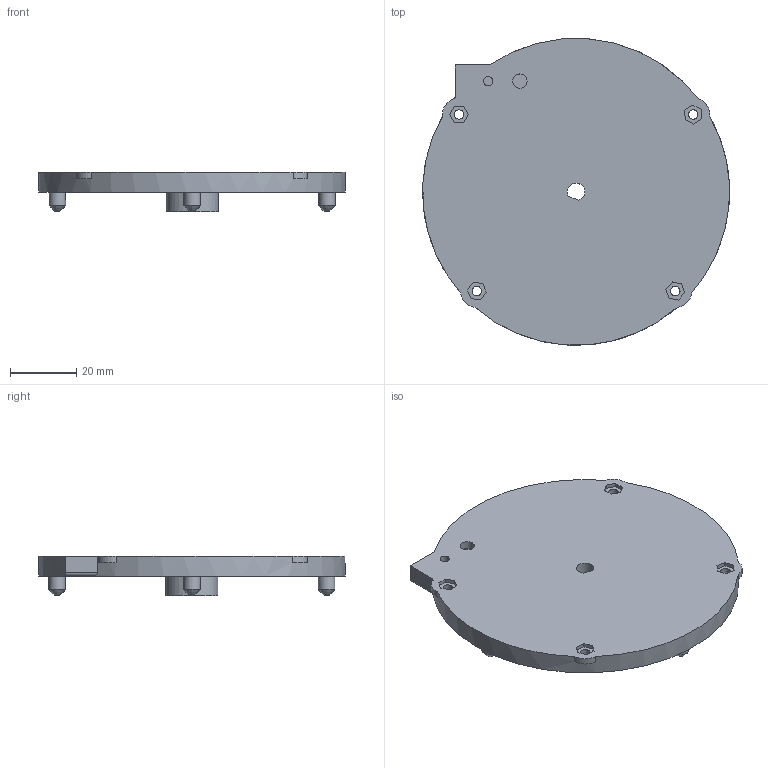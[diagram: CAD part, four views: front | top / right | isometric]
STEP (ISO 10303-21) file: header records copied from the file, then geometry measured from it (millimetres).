
FILE_DESCRIPTION(/* description */ (''),/* implementation_level */ '2;1');
FILE_NAME(/* name */ 'SHOULDER BASE NO NOTCH V6.step',/* time_stamp */ '2024-07-31T02:16:55-04:00',/* author */ (''),/* organization */ (''),/* preprocessor_version */ 'ST-DEVELOPER v20',/* originating_system */ 'Autodesk Translation Framework v13.14.0.145',/* authorisation */ '');
FILE_SCHEMA (('AUTOMOTIVE_DESIGN { 1 0 10303 214 3 1 1 }'));
Length unit declared in the file: millimetre
Products named in the file (1): SHOULDER JOINT
Bounding box: 92.93 x 92.83 x 12 mm (x, y, z)
Volume: 41989.9 mm3; surface area: 16564.7 mm2
Topology: 1 solids, 1 shells, 74 faces, 167 edges, 110 vertices
Faces by surface type: plane 48, cylinder 22, bspline 4
Full cylindrical faces by diameter (mm): 2.8 x1, 2.85 x4, 4.3 x1, 4.6 x4, 5 x4, 15.8 x1
Entity records: 2928 total; most frequent: CARTESIAN_POINT 1193, DIRECTION 343, ORIENTED_EDGE 334, EDGE_CURVE 167, AXIS2_PLACEMENT_3D 118, VERTEX_POINT 110, LINE 107, VECTOR 107
